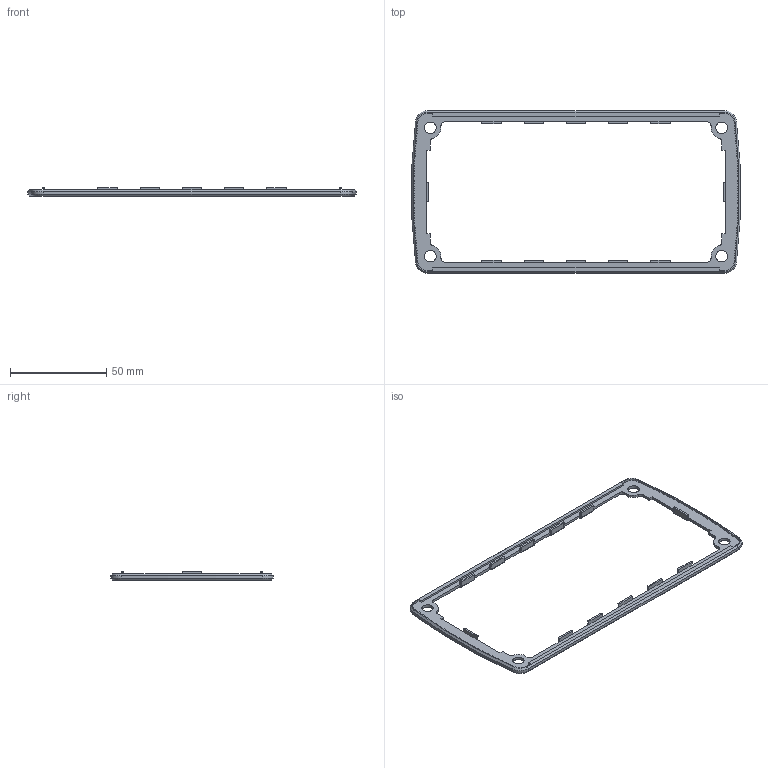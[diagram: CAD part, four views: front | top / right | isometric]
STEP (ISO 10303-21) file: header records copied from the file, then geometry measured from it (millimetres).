
FILE_DESCRIPTION((''),'2;1');
FILE_NAME('84206811_DI 1680-3000.stp','2009-07-14T15:06:06',('kotzmaier'),(''),'Autodesk Inventor 2009','Autodesk Inventor 2009','');
FILE_SCHEMA(('AUTOMOTIVE_DESIGN { 1 0 10303 214 1 1 1 1 }'));
Length unit declared in the file: millimetre
Products named in the file (1): DI 1680_1008097_3DSYM
Bounding box: 171.1 x 84.6 x 4.5 mm (x, y, z)
Volume: 6475.6 mm3; surface area: 10012 mm2
Topology: 1 solids, 1 shells, 272 faces, 724 edges, 436 vertices
Faces by surface type: cylinder 130, plane 110, sphere 20, cone 12
Full cylindrical faces by diameter (mm): 6 x4
Entity records: 8286 total; most frequent: DIRECTION 1518, CARTESIAN_POINT 1409, ORIENTED_EDGE 1400, EDGE_CURVE 700, AXIS2_PLACEMENT_3D 545, VERTEX_POINT 436, VECTOR 428, LINE 428
